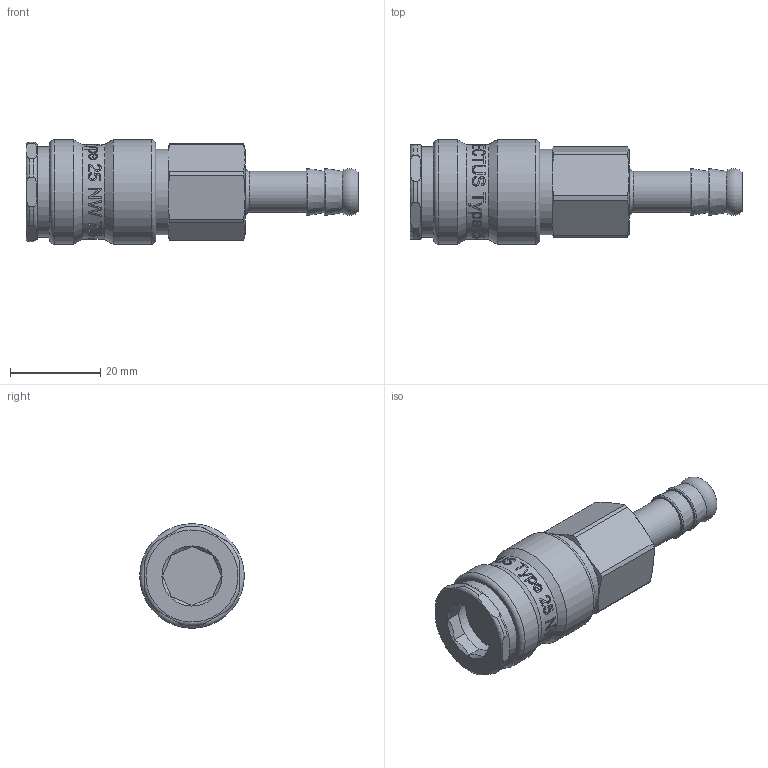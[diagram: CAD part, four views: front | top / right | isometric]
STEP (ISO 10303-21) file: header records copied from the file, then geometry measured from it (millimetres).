
FILE_DESCRIPTION((''),'2;1');
FILE_NAME('25katf09bpx8.stp','2016-08-08T10:39:15',('IA176480'),(''),'Autodesk Inventor 2013','Autodesk Inventor 2013','');
FILE_SCHEMA(('AUTOMOTIVE_DESIGN { 1 0 10303 214 1 1 1 1 }'));
Length unit declared in the file: millimetre
Products named in the file (1): D115226
Bounding box: 73.5 x 23.15 x 23.15 mm (x, y, z)
Volume: 16760.8 mm3; surface area: 8702.3 mm2
Topology: 2 solids, 3 shells, 711 faces, 1894 edges, 1254 vertices
Faces by surface type: bspline 349, plane 242, cylinder 87, cone 23, torus 10
Full cylindrical faces by diameter (mm): 9.1 x1, 14 x1, 14.575 x2, 15 x1, 15.1 x1, 15.3 x1, 15.6 x1, 16 x1, 17.25 x1, 18.95 x1, 19.35 x1, 20 x1, 20.05 x1, 21 x1, 23.15 x2
Entity records: 105061 total; most frequent: CARTESIAN_POINT 89601, ORIENTED_EDGE 3676, EDGE_CURVE 1838, DIRECTION 1815, VERTEX_POINT 1243, B_SPLINE_CURVE_WITH_KNOTS 920, EDGE_LOOP 825, FACE_OUTER_BOUND 711
